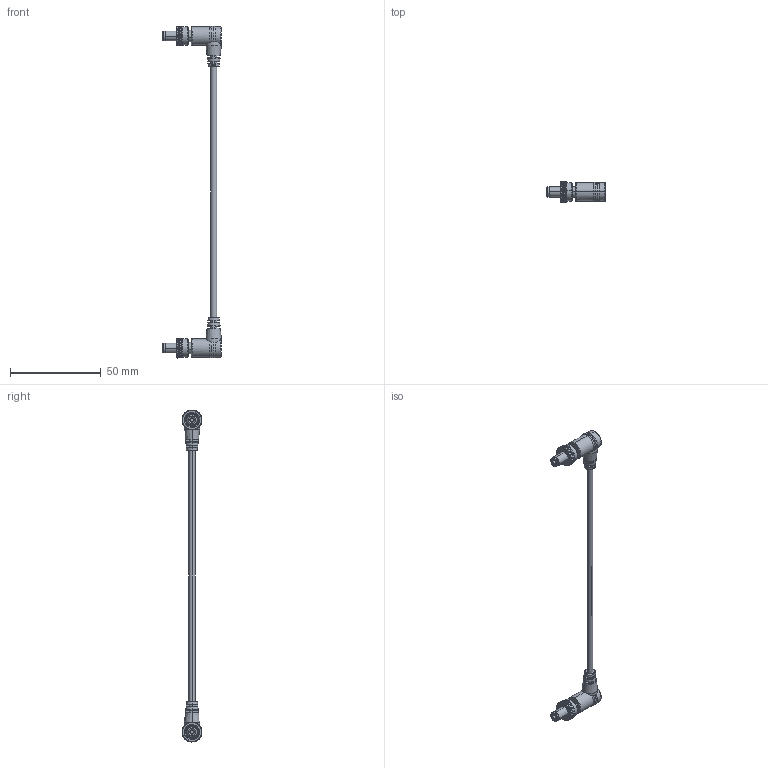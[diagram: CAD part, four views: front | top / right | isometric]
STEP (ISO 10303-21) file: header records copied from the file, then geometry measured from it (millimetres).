
FILE_DESCRIPTION (( 'STEP AP203' ), '1' );
FILE_NAME ('10-00121.step', '2016-09-15T23:32:42', ( '' ), ( '' ), 'SwSTEP 2.0', 'SolidWorks 2015', '' );
FILE_SCHEMA (( 'CONFIG_CONTROL_DESIGN' ));
Length unit declared in the file: millimetre
Products named in the file (10): 24-00017; 50-00011; 50-00011 shell 2; 50-00011 insulator; 50-00011 pin; 50-00011 locking ring; 10-00121; 30-00004_blunt cut; 50-00011 shell; 50-00011 interior shell
Assembly tree (11 placements, depth 3):
  10-00121
    30-00004_blunt cut
    24-00017  x2
    50-00011  x2
      50-00011 insulator
      50-00011 interior shell
      50-00011 locking ring
      50-00011 pin
      50-00011 shell 2
      50-00011 shell
Bounding box: 32.4 x 11 x 183 mm (x, y, z)
Volume: 6178.5 mm3; surface area: 18794.5 mm2
Topology: 98 solids, 98 shells, 2902 faces, 6448 edges, 3776 vertices
Faces by surface type: bspline 1316, plane 838, cylinder 620, torus 64, cone 64
Entity records: 65481 total; most frequent: CARTESIAN_POINT 35344, ORIENTED_EDGE 6956, DIRECTION 3976, EDGE_CURVE 3478, B_SPLINE_CURVE_WITH_KNOTS 2089, VERTEX_POINT 2060, EDGE_LOOP 1656, FACE_OUTER_BOUND 1621
